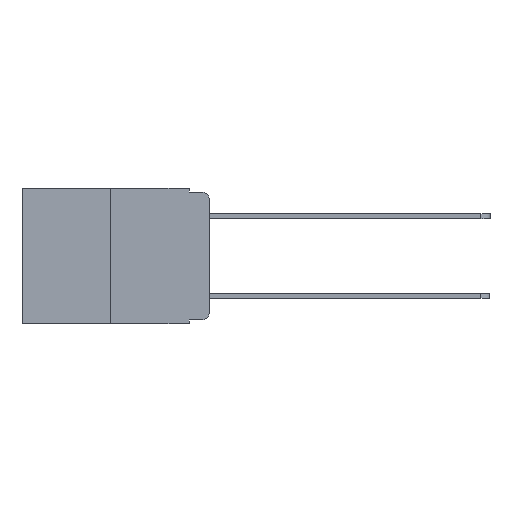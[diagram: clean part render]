
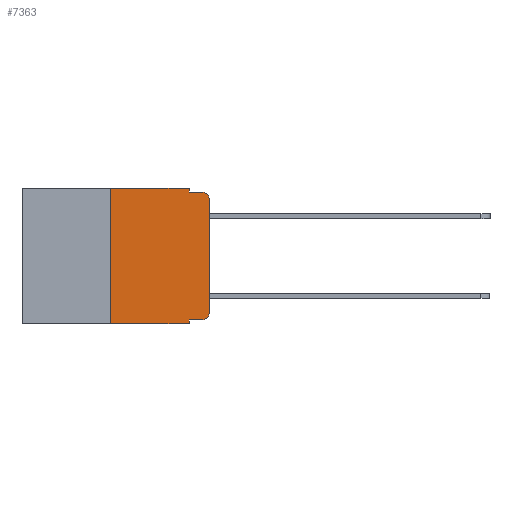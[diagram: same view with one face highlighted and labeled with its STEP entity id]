
A CAD part, left-side view. The second image highlights one B-rep face of the part: STEP entity #7363.
In plain terms, the highlighted planar face has unit normal (-1, 0, 0).
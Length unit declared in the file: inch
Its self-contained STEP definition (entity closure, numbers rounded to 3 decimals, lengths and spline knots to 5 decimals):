
#11 = CARTESIAN_POINT ( 'NONE',  ( 0., 0.25, -0.343 ) ) ;
#20 = ORIENTED_EDGE ( 'NONE', *, *, #939, .T. ) ;
#602 = VERTEX_POINT ( 'NONE', #11 ) ;
#939 = EDGE_CURVE ( 'NONE', #20892, #7783, #6697, .T. ) ;
#1039 = ORIENTED_EDGE ( 'NONE', *, *, #5214, .T. ) ;
#1326 = DIRECTION ( 'NONE',  ( 0., -1., 0. ) ) ;
#2364 = EDGE_CURVE ( 'NONE', #11713, #20892, #2951, .T. ) ;
#2615 = CARTESIAN_POINT ( 'NONE',  ( 0., 0.051, -0.333 ) ) ;
#2622 = CARTESIAN_POINT ( 'NONE',  ( 0., 0.473, 0. ) ) ;
#2951 = LINE ( 'NONE', #2615, #11455 ) ;
#3042 = LINE ( 'NONE', #19092, #7172 ) ;
#3072 = CARTESIAN_POINT ( 'NONE',  ( 0., 0.02, -0.01 ) ) ;
#3679 = EDGE_CURVE ( 'NONE', #11713, #12033, #17253, .T. ) ;
#3747 = AXIS2_PLACEMENT_3D ( 'NONE', #18823, #9091, #20422 ) ;
#4282 = EDGE_LOOP ( 'NONE', ( #14219, #19554, #17310, #13981, #18322, #4467, #1039, #6056, #17331, #20 ) ) ;
#4313 = DIRECTION ( 'NONE',  ( 0., 0., -1. ) ) ;
#4467 = ORIENTED_EDGE ( 'NONE', *, *, #6020, .F. ) ;
#4732 = PLANE ( 'NONE',  #5035 ) ;
#5035 = AXIS2_PLACEMENT_3D ( 'NONE', #19370, #16204, #6413 ) ;
#5143 = VECTOR ( 'NONE', #11127, 39.37008 ) ;
#5205 = VERTEX_POINT ( 'NONE', #3072 ) ;
#5214 = EDGE_CURVE ( 'NONE', #602, #12033, #10311, .T. ) ;
#5492 = EDGE_CURVE ( 'NONE', #20458, #6553, #18181, .T. ) ;
#6020 = EDGE_CURVE ( 'NONE', #602, #20458, #6144, .T. ) ;
#6056 = ORIENTED_EDGE ( 'NONE', *, *, #3679, .F. ) ;
#6144 = LINE ( 'NONE', #21777, #18649 ) ;
#6327 = CARTESIAN_POINT ( 'NONE',  ( 0., 0.051, -0.343 ) ) ;
#6413 = DIRECTION ( 'NONE',  ( 0., 0., -1. ) ) ;
#6553 = VERTEX_POINT ( 'NONE', #8090 ) ;
#6697 = CIRCLE ( 'NONE', #3747, 0.02 ) ;
#6878 = VERTEX_POINT ( 'NONE', #15287 ) ;
#7159 = EDGE_CURVE ( 'NONE', #6553, #14244, #3042, .T. ) ;
#7172 = VECTOR ( 'NONE', #14189, 39.37008 ) ;
#7248 = DIRECTION ( 'NONE',  ( 0., 0., 1. ) ) ;
#7363 = ADVANCED_FACE ( 'NONE', ( #12778 ), #4732, .F. ) ;
#7783 = VERTEX_POINT ( 'NONE', #16908 ) ;
#8090 = CARTESIAN_POINT ( 'NONE',  ( 0., 0.051, 0. ) ) ;
#8476 = VECTOR ( 'NONE', #18908, 39.37008 ) ;
#9063 = CARTESIAN_POINT ( 'NONE',  ( 0., 0.051, -0.333 ) ) ;
#9091 = DIRECTION ( 'NONE',  ( -1., 0., 0. ) ) ;
#9113 = CARTESIAN_POINT ( 'NONE',  ( 0., 0.25, 0. ) ) ;
#9835 = CARTESIAN_POINT ( 'NONE',  ( 0., 0.02, -0.333 ) ) ;
#10311 = LINE ( 'NONE', #11521, #14617 ) ;
#10371 = CARTESIAN_POINT ( 'NONE',  ( 0., 0.02, -0.03 ) ) ;
#10448 = EDGE_CURVE ( 'NONE', #14244, #5205, #19041, .T. ) ;
#11118 = DIRECTION ( 'NONE',  ( 0., -1., 0. ) ) ;
#11127 = DIRECTION ( 'NONE',  ( 0., -1., 0. ) ) ;
#11455 = VECTOR ( 'NONE', #11118, 39.37008 ) ;
#11521 = CARTESIAN_POINT ( 'NONE',  ( 0., 0.473, -0.343 ) ) ;
#11549 = EDGE_CURVE ( 'NONE', #6878, #5205, #16236, .T. ) ;
#11713 = VERTEX_POINT ( 'NONE', #9063 ) ;
#12024 = DIRECTION ( 'NONE',  ( 0., 0., -1. ) ) ;
#12033 = VERTEX_POINT ( 'NONE', #6327 ) ;
#12478 = AXIS2_PLACEMENT_3D ( 'NONE', #10371, #21676, #12024 ) ;
#12581 = CARTESIAN_POINT ( 'NONE',  ( 0., 0.051, -0.01 ) ) ;
#12623 = EDGE_CURVE ( 'NONE', #7783, #6878, #12818, .T. ) ;
#12778 = FACE_OUTER_BOUND ( 'NONE', #4282, .T. ) ;
#12818 = LINE ( 'NONE', #17320, #8476 ) ;
#12918 = VECTOR ( 'NONE', #4313, 39.37008 ) ;
#13981 = ORIENTED_EDGE ( 'NONE', *, *, #7159, .F. ) ;
#14189 = DIRECTION ( 'NONE',  ( 0., 0., -1. ) ) ;
#14219 = ORIENTED_EDGE ( 'NONE', *, *, #12623, .T. ) ;
#14244 = VERTEX_POINT ( 'NONE', #12581 ) ;
#14617 = VECTOR ( 'NONE', #14771, 39.37008 ) ;
#14735 = VECTOR ( 'NONE', #1326, 39.37008 ) ;
#14771 = DIRECTION ( 'NONE',  ( 0., -1., 0. ) ) ;
#15287 = CARTESIAN_POINT ( 'NONE',  ( 0., 0., -0.03 ) ) ;
#16204 = DIRECTION ( 'NONE',  ( 1., 0., 0. ) ) ;
#16236 = CIRCLE ( 'NONE', #12478, 0.02 ) ;
#16604 = CARTESIAN_POINT ( 'NONE',  ( 0., 0.051, -0.01 ) ) ;
#16908 = CARTESIAN_POINT ( 'NONE',  ( 0., 0., -0.313 ) ) ;
#17253 = LINE ( 'NONE', #19005, #12918 ) ;
#17310 = ORIENTED_EDGE ( 'NONE', *, *, #10448, .F. ) ;
#17320 = CARTESIAN_POINT ( 'NONE',  ( 0., 0., 0. ) ) ;
#17331 = ORIENTED_EDGE ( 'NONE', *, *, #2364, .T. ) ;
#18181 = LINE ( 'NONE', #2622, #5143 ) ;
#18322 = ORIENTED_EDGE ( 'NONE', *, *, #5492, .F. ) ;
#18649 = VECTOR ( 'NONE', #7248, 39.37008 ) ;
#18823 = CARTESIAN_POINT ( 'NONE',  ( 0., 0.02, -0.313 ) ) ;
#18908 = DIRECTION ( 'NONE',  ( 0., 0., 1. ) ) ;
#19005 = CARTESIAN_POINT ( 'NONE',  ( 0., 0.051, 0. ) ) ;
#19041 = LINE ( 'NONE', #16604, #14735 ) ;
#19092 = CARTESIAN_POINT ( 'NONE',  ( 0., 0.051, 0. ) ) ;
#19370 = CARTESIAN_POINT ( 'NONE',  ( 0., 0.473, 0. ) ) ;
#19554 = ORIENTED_EDGE ( 'NONE', *, *, #11549, .T. ) ;
#20422 = DIRECTION ( 'NONE',  ( 0., 0., -1. ) ) ;
#20458 = VERTEX_POINT ( 'NONE', #9113 ) ;
#20892 = VERTEX_POINT ( 'NONE', #9835 ) ;
#21676 = DIRECTION ( 'NONE',  ( -1., 0., 0. ) ) ;
#21777 = CARTESIAN_POINT ( 'NONE',  ( 0., 0.25, 0. ) ) ;
